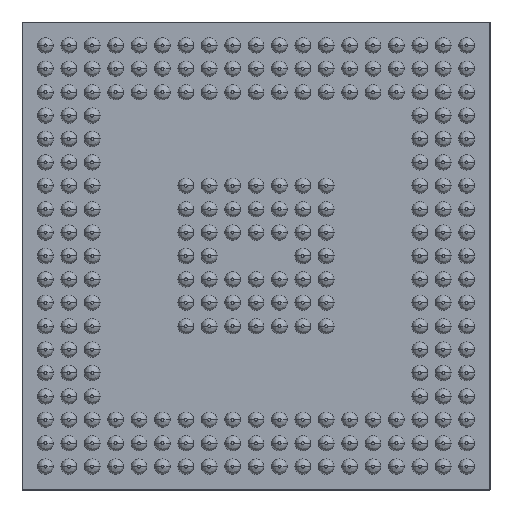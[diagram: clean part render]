
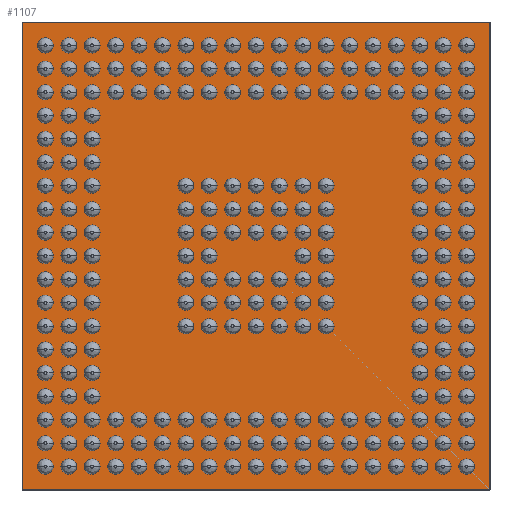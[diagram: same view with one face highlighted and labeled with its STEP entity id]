
A CAD part, front view. The second image highlights one B-rep face of the part: STEP entity #1107.
In plain terms, the highlighted planar face has unit normal (0, -1, 0).
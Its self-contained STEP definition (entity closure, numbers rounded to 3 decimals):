
#84 = EDGE_CURVE ( 'NONE', #1740, #920, #3571, .T. ) ;
#114 = CARTESIAN_POINT ( 'NONE',  ( 4.99, 0., 4.99 ) ) ;
#273 = FACE_OUTER_BOUND ( 'NONE', #2584, .T. ) ;
#331 = LINE ( 'NONE', #2367, #2407 ) ;
#499 = EDGE_CURVE ( 'NONE', #789, #1844, #2300, .T. ) ;
#789 = VERTEX_POINT ( 'NONE', #114 ) ;
#920 = VERTEX_POINT ( 'NONE', #3056 ) ;
#988 = LINE ( 'NONE', #2732, #2084 ) ;
#1107 = ADVANCED_FACE ( 'NONE', ( #273 ), #2365, .T. ) ;
#1109 = ORIENTED_EDGE ( 'NONE', *, *, #499, .T. ) ;
#1454 = CARTESIAN_POINT ( 'NONE',  ( 0., 0., 0. ) ) ;
#1505 = ORIENTED_EDGE ( 'NONE', *, *, #3032, .T. ) ;
#1549 = EDGE_CURVE ( 'NONE', #1844, #1740, #988, .T. ) ;
#1696 = AXIS2_PLACEMENT_3D ( 'NONE', #1454, #3564, #2974 ) ;
#1704 = CARTESIAN_POINT ( 'NONE',  ( -4.99, 0., 4.99 ) ) ;
#1740 = VERTEX_POINT ( 'NONE', #3124 ) ;
#1844 = VERTEX_POINT ( 'NONE', #1704 ) ;
#1909 = CARTESIAN_POINT ( 'NONE',  ( 0., 0., 4.99 ) ) ;
#2075 = VECTOR ( 'NONE', #2917, 1000. ) ;
#2084 = VECTOR ( 'NONE', #2788, 1000. ) ;
#2300 = LINE ( 'NONE', #1909, #2527 ) ;
#2365 = PLANE ( 'NONE',  #1696 ) ;
#2367 = CARTESIAN_POINT ( 'NONE',  ( 4.99, 0., 0. ) ) ;
#2374 = CARTESIAN_POINT ( 'NONE',  ( 0., 0., -4.99 ) ) ;
#2407 = VECTOR ( 'NONE', #2997, 1000. ) ;
#2527 = VECTOR ( 'NONE', #2594, 1000. ) ;
#2584 = EDGE_LOOP ( 'NONE', ( #1505, #1109, #3064, #2940 ) ) ;
#2594 = DIRECTION ( 'NONE',  ( -1., 0., 0. ) ) ;
#2732 = CARTESIAN_POINT ( 'NONE',  ( -4.99, 0., 0. ) ) ;
#2788 = DIRECTION ( 'NONE',  ( 0., 0., -1. ) ) ;
#2917 = DIRECTION ( 'NONE',  ( 1., 0., 0. ) ) ;
#2940 = ORIENTED_EDGE ( 'NONE', *, *, #84, .T. ) ;
#2974 = DIRECTION ( 'NONE',  ( 0., 0., -1. ) ) ;
#2997 = DIRECTION ( 'NONE',  ( 0., 0., 1. ) ) ;
#3032 = EDGE_CURVE ( 'NONE', #920, #789, #331, .T. ) ;
#3056 = CARTESIAN_POINT ( 'NONE',  ( 4.99, 0., -4.99 ) ) ;
#3064 = ORIENTED_EDGE ( 'NONE', *, *, #1549, .T. ) ;
#3124 = CARTESIAN_POINT ( 'NONE',  ( -4.99, 0., -4.99 ) ) ;
#3564 = DIRECTION ( 'NONE',  ( 0., -1., 0. ) ) ;
#3571 = LINE ( 'NONE', #2374, #2075 ) ;
